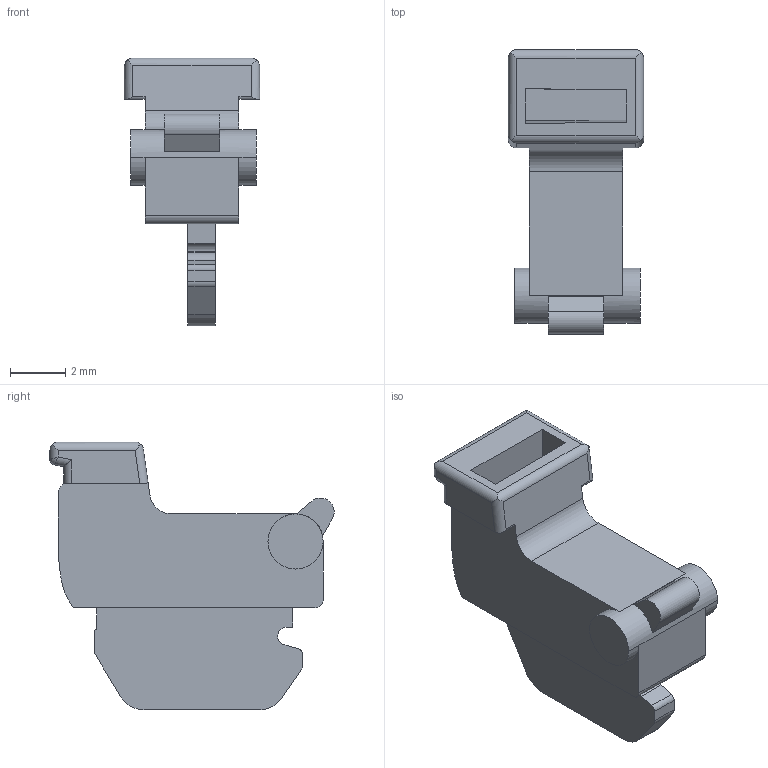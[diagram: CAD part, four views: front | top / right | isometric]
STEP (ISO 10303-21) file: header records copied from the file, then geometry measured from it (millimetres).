
FILE_DESCRIPTION(('CATIA V5 STEP Exchange','CAx-IF Rec.Pracs.--- Model Styling and Organization---1.4--- 2014-01-23'),'2;1');
FILE_NAME ('226204-2_0_2432480000_2432480000.stp','2023-05-26T07:28:18+00:00',('none'),('Weidmueller'),'CATIA Version 5-6 Release 2016 SP3 HF44','CATIA V5 STEP AP214','none');
FILE_SCHEMA(('AUTOMOTIVE_DESIGN { 1 0 10303 214 1 1 1 1 }'));
Length unit declared in the file: millimetre
Products named in the file (1): 2432480000
Bounding box: 4.9 x 10.3 x 9.7 mm (x, y, z)
Volume: 169.8 mm3; surface area: 291.3 mm2
Topology: 2 solids, 2 shells, 75 faces, 208 edges, 137 vertices
Faces by surface type: plane 42, cylinder 31, bspline 2
Entity records: 2532 total; most frequent: CARTESIAN_POINT 650, ORIENTED_EDGE 412, DIRECTION 322, EDGE_CURVE 206, VERTEX_POINT 137, VECTOR 133, LINE 133, AXIS2_PLACEMENT_3D 120
